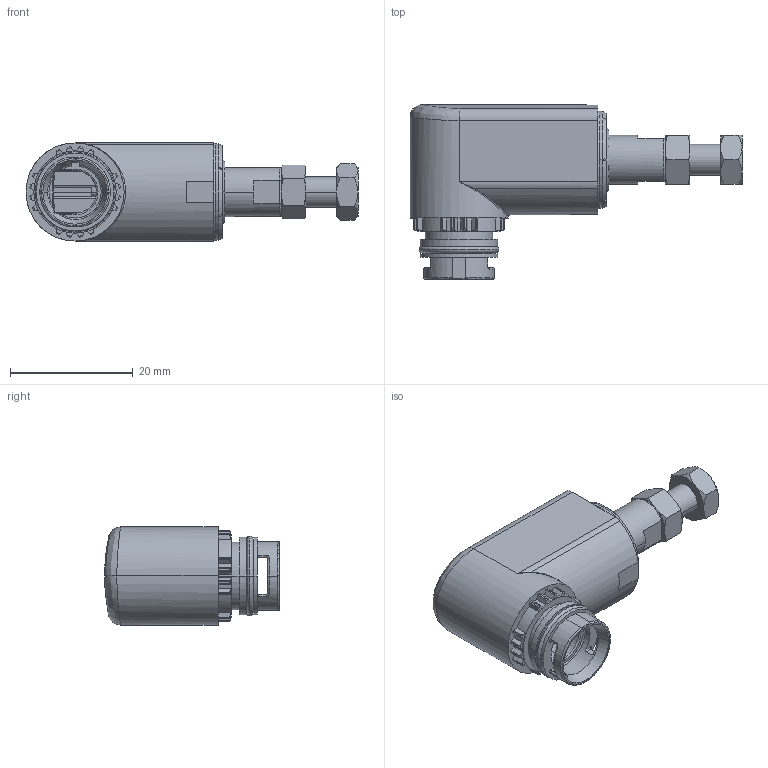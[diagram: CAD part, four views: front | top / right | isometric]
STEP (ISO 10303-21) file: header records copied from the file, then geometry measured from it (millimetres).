
FILE_DESCRIPTION(('STEP AP242'),'1');
FILE_NAME('zce62.stp','2020-12-15T12:09:50',('TraceParts'),('TraceParts S.A.'),'Spatial InterOp 3D',' ',' ');
FILE_SCHEMA(('AP242_MANAGED_MODEL_BASED_3D_ENGINEERING_MIM_LF {1 0 10303 442 1 1 4}'));
Length unit declared in the file: millimetre
Products named in the file (1): zce62_1
Bounding box: 54.15 x 28.5 x 16 mm (x, y, z)
Volume: 7732.2 mm3; surface area: 7092.5 mm2
Topology: 6 solids, 6 shells, 475 faces, 1220 edges, 764 vertices
Faces by surface type: plane 157, cylinder 155, cone 68, torus 67, bspline 22, sphere 6
Entity records: 16435 total; most frequent: CARTESIAN_POINT 4915, DIRECTION 2457, ORIENTED_EDGE 2440, EDGE_CURVE 1220, AXIS2_PLACEMENT_3D 993, VERTEX_POINT 764, CIRCLE 534, EDGE_LOOP 494
